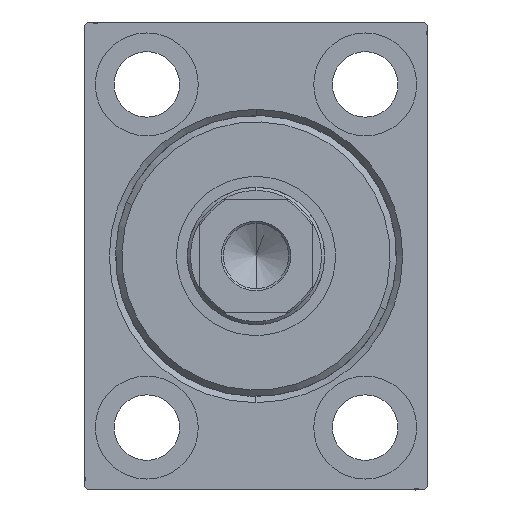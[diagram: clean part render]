
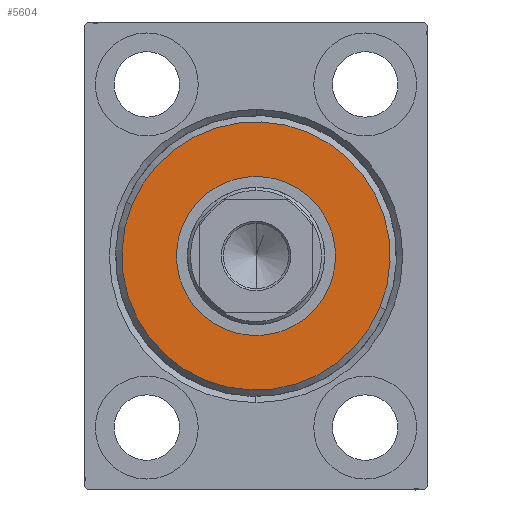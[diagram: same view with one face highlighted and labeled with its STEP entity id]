
A CAD part, left-side view. The second image highlights one B-rep face of the part: STEP entity #5604.
In plain terms, the highlighted face is planar.
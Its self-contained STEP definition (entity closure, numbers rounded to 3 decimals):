
#107 = CARTESIAN_POINT ( 'NONE',  ( 3., 0., 0. ) ) ;
#501 = EDGE_CURVE ( 'NONE', #12665, #40062, #17005, .T. ) ;
#2107 = DIRECTION ( 'NONE',  ( 1., 0., 0. ) ) ;
#3008 = DIRECTION ( 'NONE',  ( 0., 0., -1. ) ) ;
#3090 = EDGE_LOOP ( 'NONE', ( #41534, #20721 ) ) ;
#4014 = CIRCLE ( 'NONE', #35825, 21.5 ) ;
#5315 = CARTESIAN_POINT ( 'NONE',  ( 3., 0., 0. ) ) ;
#5360 = CIRCLE ( 'NONE', #42828, 12.75 ) ;
#5604 = ADVANCED_FACE ( 'NONE', ( #36656, #5891 ), #19403, .T. ) ;
#5891 = FACE_BOUND ( 'NONE', #3090, .T. ) ;
#6548 = VERTEX_POINT ( 'NONE', #18275 ) ;
#6974 = DIRECTION ( 'NONE',  ( 0., 0., -1. ) ) ;
#8300 = DIRECTION ( 'NONE',  ( 0., 0., -1. ) ) ;
#9492 = ORIENTED_EDGE ( 'NONE', *, *, #43240, .T. ) ;
#10288 = DIRECTION ( 'NONE',  ( -1., 0., 0. ) ) ;
#12394 = DIRECTION ( 'NONE',  ( 0., 0., -1. ) ) ;
#12665 = VERTEX_POINT ( 'NONE', #42145 ) ;
#15754 = DIRECTION ( 'NONE',  ( 0., 0., -1. ) ) ;
#16197 = AXIS2_PLACEMENT_3D ( 'NONE', #5315, #42740, #12394 ) ;
#17005 = CIRCLE ( 'NONE', #33974, 12.75 ) ;
#18275 = CARTESIAN_POINT ( 'NONE',  ( 3., 0., -21.5 ) ) ;
#19403 = PLANE ( 'NONE',  #41885 ) ;
#19836 = CARTESIAN_POINT ( 'NONE',  ( 3., 0., 0. ) ) ;
#20043 = EDGE_CURVE ( 'NONE', #40062, #12665, #5360, .T. ) ;
#20721 = ORIENTED_EDGE ( 'NONE', *, *, #20043, .T. ) ;
#21124 = VERTEX_POINT ( 'NONE', #34326 ) ;
#22042 = CARTESIAN_POINT ( 'NONE',  ( 3., 0., 0. ) ) ;
#22758 = EDGE_CURVE ( 'NONE', #21124, #6548, #4014, .T. ) ;
#26163 = CARTESIAN_POINT ( 'NONE',  ( 3., 0., 0. ) ) ;
#27540 = CARTESIAN_POINT ( 'NONE',  ( 3., 0., -12.75 ) ) ;
#33331 = DIRECTION ( 'NONE',  ( 1., 0., 0. ) ) ;
#33580 = ORIENTED_EDGE ( 'NONE', *, *, #22758, .T. ) ;
#33974 = AXIS2_PLACEMENT_3D ( 'NONE', #26163, #36987, #15754 ) ;
#34326 = CARTESIAN_POINT ( 'NONE',  ( 3., 0., 21.5 ) ) ;
#35717 = EDGE_LOOP ( 'NONE', ( #33580, #9492 ) ) ;
#35825 = AXIS2_PLACEMENT_3D ( 'NONE', #22042, #2107, #8300 ) ;
#36656 = FACE_OUTER_BOUND ( 'NONE', #35717, .T. ) ;
#36987 = DIRECTION ( 'NONE',  ( -1., 0., 0. ) ) ;
#40062 = VERTEX_POINT ( 'NONE', #27540 ) ;
#40212 = CIRCLE ( 'NONE', #16197, 21.5 ) ;
#41534 = ORIENTED_EDGE ( 'NONE', *, *, #501, .T. ) ;
#41885 = AXIS2_PLACEMENT_3D ( 'NONE', #19836, #33331, #3008 ) ;
#42145 = CARTESIAN_POINT ( 'NONE',  ( 3., 0., 12.75 ) ) ;
#42740 = DIRECTION ( 'NONE',  ( 1., 0., 0. ) ) ;
#42828 = AXIS2_PLACEMENT_3D ( 'NONE', #107, #10288, #6974 ) ;
#43240 = EDGE_CURVE ( 'NONE', #6548, #21124, #40212, .T. ) ;
